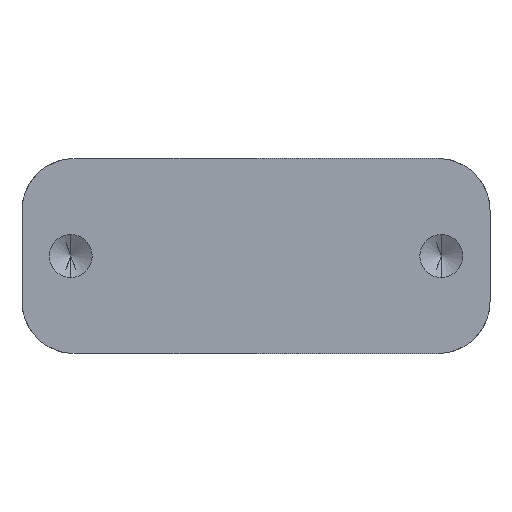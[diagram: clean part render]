
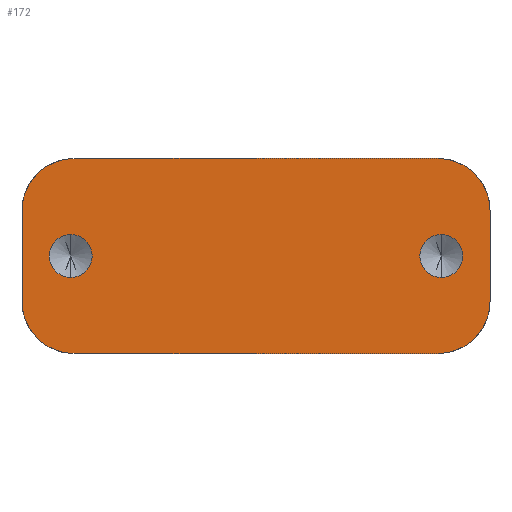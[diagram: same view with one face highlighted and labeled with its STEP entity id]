
A CAD part, front view. The second image highlights one B-rep face of the part: STEP entity #172.
In plain terms, the highlighted planar face has unit normal (0, -1, 0).
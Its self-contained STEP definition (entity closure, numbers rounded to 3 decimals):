
#13 = AXIS2_PLACEMENT_3D ( 'NONE', #1263, #1294, #756 ) ;
#16 = VERTEX_POINT ( 'NONE', #1405 ) ;
#28 = ORIENTED_EDGE ( 'NONE', *, *, #722, .T. ) ;
#30 = CARTESIAN_POINT ( 'NONE',  ( -14.25, 0., 5.85 ) ) ;
#42 = CARTESIAN_POINT ( 'NONE',  ( 14., 0., 4. ) ) ;
#69 = AXIS2_PLACEMENT_3D ( 'NONE', #977, #218, #1244 ) ;
#70 = VERTEX_POINT ( 'NONE', #1119 ) ;
#91 = EDGE_CURVE ( 'NONE', #277, #412, #446, .T. ) ;
#100 = EDGE_CURVE ( 'NONE', #270, #776, #1106, .T. ) ;
#116 = EDGE_LOOP ( 'NONE', ( #430, #1197 ) ) ;
#168 = CARTESIAN_POINT ( 'NONE',  ( -14., 0., 11. ) ) ;
#172 = ADVANCED_FACE ( 'NONE', ( #1101, #306, #837 ), #1246, .T. ) ;
#173 = EDGE_CURVE ( 'NONE', #448, #1222, #1523, .T. ) ;
#182 = EDGE_CURVE ( 'NONE', #412, #1162, #763, .T. ) ;
#213 = CIRCLE ( 'NONE', #69, 1.65 ) ;
#217 = CARTESIAN_POINT ( 'NONE',  ( -14.25, 0., 7.5 ) ) ;
#218 = DIRECTION ( 'NONE',  ( 0., -1., 0. ) ) ;
#262 = AXIS2_PLACEMENT_3D ( 'NONE', #715, #583, #1659 ) ;
#270 = VERTEX_POINT ( 'NONE', #357 ) ;
#275 = CARTESIAN_POINT ( 'NONE',  ( -18., 0., 4. ) ) ;
#277 = VERTEX_POINT ( 'NONE', #888 ) ;
#293 = CARTESIAN_POINT ( 'NONE',  ( 14.25, 0., 9.15 ) ) ;
#306 = FACE_BOUND ( 'NONE', #718, .T. ) ;
#322 = DIRECTION ( 'NONE',  ( 0., 0., -1. ) ) ;
#326 = ORIENTED_EDGE ( 'NONE', *, *, #1639, .F. ) ;
#330 = EDGE_CURVE ( 'NONE', #70, #1239, #1336, .T. ) ;
#349 = CIRCLE ( 'NONE', #1555, 1.65 ) ;
#354 = DIRECTION ( 'NONE',  ( 0., -1., 0. ) ) ;
#357 = CARTESIAN_POINT ( 'NONE',  ( 14., 0., 0. ) ) ;
#390 = DIRECTION ( 'NONE',  ( 0., -1., 0. ) ) ;
#410 = EDGE_LOOP ( 'NONE', ( #1430, #812, #1227, #1584, #1739, #28, #1215, #523 ) ) ;
#412 = VERTEX_POINT ( 'NONE', #275 ) ;
#427 = DIRECTION ( 'NONE',  ( 0., -1., 0. ) ) ;
#430 = ORIENTED_EDGE ( 'NONE', *, *, #173, .F. ) ;
#434 = CIRCLE ( 'NONE', #1191, 1.65 ) ;
#441 = ORIENTED_EDGE ( 'NONE', *, *, #839, .F. ) ;
#446 = LINE ( 'NONE', #473, #625 ) ;
#448 = VERTEX_POINT ( 'NONE', #1212 ) ;
#453 = CARTESIAN_POINT ( 'NONE',  ( 14.25, 0., 7.5 ) ) ;
#473 = CARTESIAN_POINT ( 'NONE',  ( -18., 0., 15. ) ) ;
#513 = AXIS2_PLACEMENT_3D ( 'NONE', #453, #1521, #322 ) ;
#523 = ORIENTED_EDGE ( 'NONE', *, *, #582, .T. ) ;
#545 = AXIS2_PLACEMENT_3D ( 'NONE', #168, #696, #970 ) ;
#552 = LINE ( 'NONE', #1238, #647 ) ;
#582 = EDGE_CURVE ( 'NONE', #70, #277, #1251, .T. ) ;
#583 = DIRECTION ( 'NONE',  ( 0., -1., 0. ) ) ;
#625 = VECTOR ( 'NONE', #733, 1000. ) ;
#647 = VECTOR ( 'NONE', #689, 1000. ) ;
#666 = DIRECTION ( 'NONE',  ( 1., 0., 0. ) ) ;
#678 = VERTEX_POINT ( 'NONE', #1054 ) ;
#689 = DIRECTION ( 'NONE',  ( 0., 0., -1. ) ) ;
#696 = DIRECTION ( 'NONE',  ( 0., -1., 0. ) ) ;
#715 = CARTESIAN_POINT ( 'NONE',  ( -18., 0., 15. ) ) ;
#718 = EDGE_LOOP ( 'NONE', ( #326, #441 ) ) ;
#722 = EDGE_CURVE ( 'NONE', #678, #1239, #1302, .T. ) ;
#731 = CARTESIAN_POINT ( 'NONE',  ( -14., 0., 0. ) ) ;
#733 = DIRECTION ( 'NONE',  ( 0., 0., -1. ) ) ;
#738 = DIRECTION ( 'NONE',  ( 1., 0., 0. ) ) ;
#744 = VECTOR ( 'NONE', #738, 1000. ) ;
#756 = DIRECTION ( 'NONE',  ( 0., 0., -1. ) ) ;
#763 = CIRCLE ( 'NONE', #13, 4. ) ;
#776 = VERTEX_POINT ( 'NONE', #924 ) ;
#812 = ORIENTED_EDGE ( 'NONE', *, *, #182, .T. ) ;
#837 = FACE_OUTER_BOUND ( 'NONE', #410, .T. ) ;
#839 = EDGE_CURVE ( 'NONE', #16, #1230, #434, .T. ) ;
#888 = CARTESIAN_POINT ( 'NONE',  ( -18., 0., 11. ) ) ;
#924 = CARTESIAN_POINT ( 'NONE',  ( 18., 0., 4. ) ) ;
#928 = CARTESIAN_POINT ( 'NONE',  ( -18., 0., 15. ) ) ;
#945 = EDGE_CURVE ( 'NONE', #678, #776, #552, .T. ) ;
#970 = DIRECTION ( 'NONE',  ( 0., 0., -1. ) ) ;
#977 = CARTESIAN_POINT ( 'NONE',  ( 14.25, 0., 7.5 ) ) ;
#1005 = DIRECTION ( 'NONE',  ( 0., 0., -1. ) ) ;
#1054 = CARTESIAN_POINT ( 'NONE',  ( 18., 0., 11. ) ) ;
#1101 = FACE_BOUND ( 'NONE', #116, .T. ) ;
#1106 = CIRCLE ( 'NONE', #1157, 4. ) ;
#1108 = AXIS2_PLACEMENT_3D ( 'NONE', #1424, #427, #1546 ) ;
#1119 = CARTESIAN_POINT ( 'NONE',  ( -14., 0., 15. ) ) ;
#1157 = AXIS2_PLACEMENT_3D ( 'NONE', #42, #1270, #1005 ) ;
#1162 = VERTEX_POINT ( 'NONE', #731 ) ;
#1191 = AXIS2_PLACEMENT_3D ( 'NONE', #1733, #390, #1643 ) ;
#1197 = ORIENTED_EDGE ( 'NONE', *, *, #1382, .F. ) ;
#1212 = CARTESIAN_POINT ( 'NONE',  ( 14.25, 0., 5.85 ) ) ;
#1215 = ORIENTED_EDGE ( 'NONE', *, *, #330, .F. ) ;
#1222 = VERTEX_POINT ( 'NONE', #293 ) ;
#1227 = ORIENTED_EDGE ( 'NONE', *, *, #1312, .T. ) ;
#1230 = VERTEX_POINT ( 'NONE', #30 ) ;
#1238 = CARTESIAN_POINT ( 'NONE',  ( 18., 0., 15. ) ) ;
#1239 = VERTEX_POINT ( 'NONE', #1442 ) ;
#1244 = DIRECTION ( 'NONE',  ( 0., 0., -1. ) ) ;
#1246 = PLANE ( 'NONE',  #262 ) ;
#1251 = CIRCLE ( 'NONE', #545, 4. ) ;
#1263 = CARTESIAN_POINT ( 'NONE',  ( -14., 0., 4. ) ) ;
#1270 = DIRECTION ( 'NONE',  ( 0., -1., 0. ) ) ;
#1294 = DIRECTION ( 'NONE',  ( 0., -1., 0. ) ) ;
#1298 = DIRECTION ( 'NONE',  ( 0., 0., -1. ) ) ;
#1302 = CIRCLE ( 'NONE', #1108, 4. ) ;
#1312 = EDGE_CURVE ( 'NONE', #1162, #270, #1411, .T. ) ;
#1336 = LINE ( 'NONE', #928, #1499 ) ;
#1382 = EDGE_CURVE ( 'NONE', #1222, #448, #213, .T. ) ;
#1405 = CARTESIAN_POINT ( 'NONE',  ( -14.25, 0., 9.15 ) ) ;
#1411 = LINE ( 'NONE', #1684, #744 ) ;
#1424 = CARTESIAN_POINT ( 'NONE',  ( 14., 0., 11. ) ) ;
#1430 = ORIENTED_EDGE ( 'NONE', *, *, #91, .T. ) ;
#1442 = CARTESIAN_POINT ( 'NONE',  ( 14., 0., 15. ) ) ;
#1499 = VECTOR ( 'NONE', #666, 1000. ) ;
#1521 = DIRECTION ( 'NONE',  ( 0., -1., 0. ) ) ;
#1523 = CIRCLE ( 'NONE', #513, 1.65 ) ;
#1546 = DIRECTION ( 'NONE',  ( 0., 0., -1. ) ) ;
#1555 = AXIS2_PLACEMENT_3D ( 'NONE', #217, #354, #1298 ) ;
#1584 = ORIENTED_EDGE ( 'NONE', *, *, #100, .T. ) ;
#1639 = EDGE_CURVE ( 'NONE', #1230, #16, #349, .T. ) ;
#1643 = DIRECTION ( 'NONE',  ( 0., 0., -1. ) ) ;
#1659 = DIRECTION ( 'NONE',  ( 0., 0., -1. ) ) ;
#1684 = CARTESIAN_POINT ( 'NONE',  ( -18., 0., 0. ) ) ;
#1733 = CARTESIAN_POINT ( 'NONE',  ( -14.25, 0., 7.5 ) ) ;
#1739 = ORIENTED_EDGE ( 'NONE', *, *, #945, .F. ) ;
